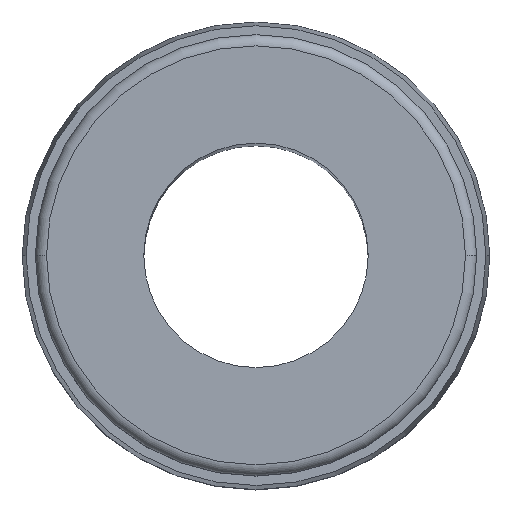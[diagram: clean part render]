
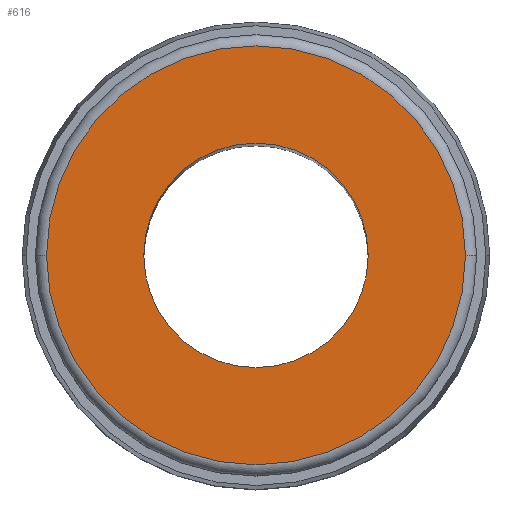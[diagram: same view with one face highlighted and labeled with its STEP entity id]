
A CAD part, top view. The second image highlights one B-rep face of the part: STEP entity #616.
In plain terms, the highlighted planar face has unit normal (0, 0, 1).
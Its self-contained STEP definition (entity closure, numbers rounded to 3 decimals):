
#29=FACE_BOUND('',#125,.T.);
#35=PLANE('',#719);
#83=FACE_OUTER_BOUND('',#124,.T.);
#124=EDGE_LOOP('',(#547,#548));
#125=EDGE_LOOP('',(#549,#550));
#197=CIRCLE('',#637,3.);
#198=CIRCLE('',#638,3.);
#208=CIRCLE('',#651,5.6);
#212=CIRCLE('',#656,5.6);
#256=VERTEX_POINT('',#978);
#257=VERTEX_POINT('',#980);
#266=VERTEX_POINT('',#1003);
#267=VERTEX_POINT('',#1005);
#314=EDGE_CURVE('',#256,#257,#197,.T.);
#316=EDGE_CURVE('',#257,#256,#198,.T.);
#326=EDGE_CURVE('',#267,#266,#208,.T.);
#330=EDGE_CURVE('',#266,#267,#212,.T.);
#547=ORIENTED_EDGE('',*,*,#326,.T.);
#548=ORIENTED_EDGE('',*,*,#330,.T.);
#549=ORIENTED_EDGE('',*,*,#316,.F.);
#550=ORIENTED_EDGE('',*,*,#314,.F.);
#616=ADVANCED_FACE('',(#83,#29),#35,.T.);
#637=AXIS2_PLACEMENT_3D('',#981,#756,#757);
#638=AXIS2_PLACEMENT_3D('',#984,#759,#760);
#651=AXIS2_PLACEMENT_3D('',#1006,#785,#786);
#656=AXIS2_PLACEMENT_3D('',#1012,#795,#796);
#719=AXIS2_PLACEMENT_3D('',#1133,#945,#946);
#756=DIRECTION('center_axis',(0.,0.,1.));
#757=DIRECTION('ref_axis',(-1.,0.,0.));
#759=DIRECTION('center_axis',(0.,0.,1.));
#760=DIRECTION('ref_axis',(1.,0.,0.));
#785=DIRECTION('center_axis',(0.,0.,1.));
#786=DIRECTION('ref_axis',(-1.,0.,0.));
#795=DIRECTION('center_axis',(0.,0.,1.));
#796=DIRECTION('ref_axis',(1.,0.,0.));
#945=DIRECTION('center_axis',(0.,0.,1.));
#946=DIRECTION('ref_axis',(0.,-1.,0.));
#978=CARTESIAN_POINT('',(-3.,0.,41.35));
#980=CARTESIAN_POINT('',(3.,0.,41.35));
#981=CARTESIAN_POINT('Origin',(0.,0.,41.35));
#984=CARTESIAN_POINT('Origin',(0.,0.,41.35));
#1003=CARTESIAN_POINT('',(5.6,0.,41.35));
#1005=CARTESIAN_POINT('',(-5.6,0.,41.35));
#1006=CARTESIAN_POINT('Origin',(0.,0.,41.35));
#1012=CARTESIAN_POINT('Origin',(0.,0.,41.35));
#1133=CARTESIAN_POINT('Origin',(-6.1,6.1,41.35));
